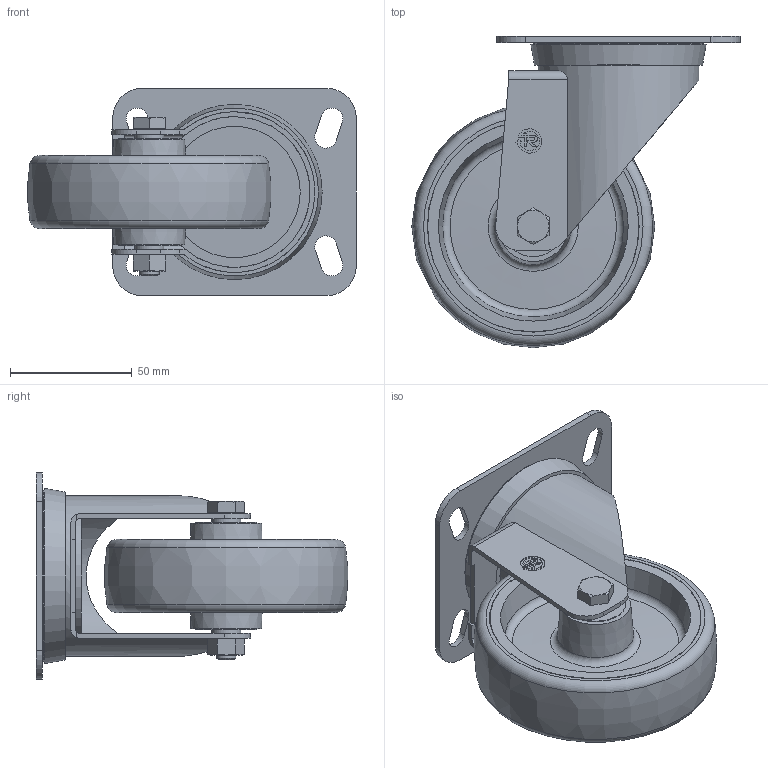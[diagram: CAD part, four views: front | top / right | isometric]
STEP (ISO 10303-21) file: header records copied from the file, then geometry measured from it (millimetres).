
FILE_DESCRIPTION( ( 'STEP AP214' ), ' ' );
FILE_NAME( 'SRP_NL_1_100_604202_0.stp', '2017-04-27T09:12:33', ( '' ), ( '' ), ' ', 'PARTsolutions', ' ' );
FILE_SCHEMA( ( 'AUTOMOTIVE_DESIGN { 1 0 10303 214 1 1 1 1 }' ) );
Length unit declared in the file: millimetre
Products named in the file (6): SRP/NL 1 100 604202 0; _Serie 60 P6 CB - 601102; _Shaft 100-M8-40-12450; _SRP/NL (100-100x85-30128)-b; _Bolt M8-60(GREY); _Nut M8(GREY)
Assembly tree (5 placements, depth 2):
  SRP/NL 1 100 604202 0
    _Serie 60 P6 CB - 601102
    _Shaft 100-M8-40-12450
    _SRP/NL (100-100x85-30128)-b
    _Bolt M8-60(GREY)
    _Nut M8(GREY)
Bounding box: 134.89 x 127.89 x 85 mm (x, y, z)
Volume: 227362.4 mm3; surface area: 78850.1 mm2
Topology: 5 solids, 5 shells, 231 faces, 557 edges, 358 vertices
Faces by surface type: plane 132, cylinder 51, cone 31, torus 16, bspline 1
Full cylindrical faces by diameter (mm): 6.647 x1, 8 x4, 11.47 x1, 12 x3, 25 x2, 54 x1, 62 x1, 66 x1, 70.743 x1, 86.8 x2, 87 x2
Entity records: 8749 total; most frequent: CARTESIAN_POINT 1570, DIRECTION 1070, ORIENTED_EDGE 1012, EDGE_CURVE 506, AXIS2_PLACEMENT_3D 392, VERTEX_POINT 356, EDGE_LOOP 320, LINE 286
